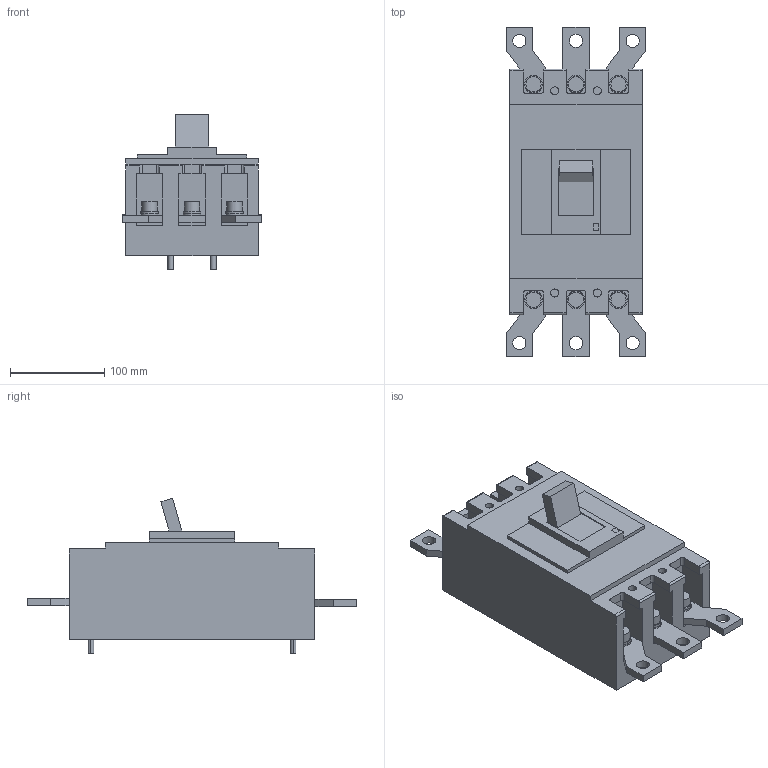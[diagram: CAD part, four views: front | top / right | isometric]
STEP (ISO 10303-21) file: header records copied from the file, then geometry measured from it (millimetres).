
FILE_DESCRIPTION (( 'STEP AP214' ), '1' );
FILE_NAME ('PS400NF3FB.STEP', '2023-01-20T10:58:43', ( 'CAD' ), ( '' ), 'SwSTEP 2.0', 'SolidWorks 2015', '' );
FILE_SCHEMA (( 'AUTOMOTIVE_DESIGN' ));
Length unit declared in the file: millimetre
Products named in the file (1): PS400NF3FB
Bounding box: 148 x 349 x 164.3 mm (x, y, z)
Volume: 3598166 mm3; surface area: 264072.8 mm2
Topology: 23 solids, 23 shells, 370 faces, 864 edges, 576 vertices
Faces by surface type: plane 222, cylinder 148
Entity records: 12726 total; most frequent: DIRECTION 1902, CARTESIAN_POINT 1811, ORIENTED_EDGE 1728, EDGE_CURVE 864, AXIS2_PLACEMENT_3D 667, VERTEX_POINT 576, VECTOR 568, LINE 568
